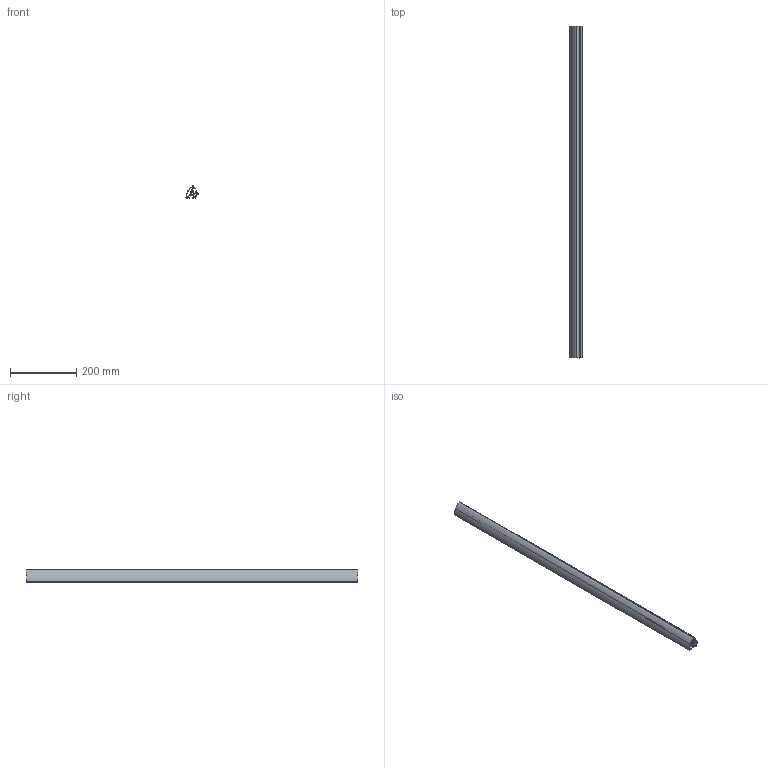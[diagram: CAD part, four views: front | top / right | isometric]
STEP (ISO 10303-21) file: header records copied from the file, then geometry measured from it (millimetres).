
FILE_DESCRIPTION(('STEP AP203'),'1');
FILE_NAME('BASE08B0043.stp','2023-10-13T08:40:44',(' '),(' '),'Spatial InterOp 3D',' ',' ');
FILE_SCHEMA(('CONFIG_CONTROL_DESIGN'));
Length unit declared in the file: millimetre
Products named in the file (1): Profilé 8 R30/60-60°
Bounding box: 36.79 x 1000 x 38.21 mm (x, y, z)
Volume: 366181.3 mm3; surface area: 346939.5 mm2
Topology: 1 solids, 1 shells, 154 faces, 456 edges, 304 vertices
Faces by surface type: cylinder 92, plane 62
Entity records: 5362 total; most frequent: DIRECTION 950, CARTESIAN_POINT 915, ORIENTED_EDGE 912, EDGE_CURVE 456, AXIS2_PLACEMENT_3D 339, VERTEX_POINT 304, LINE 272, VECTOR 272
